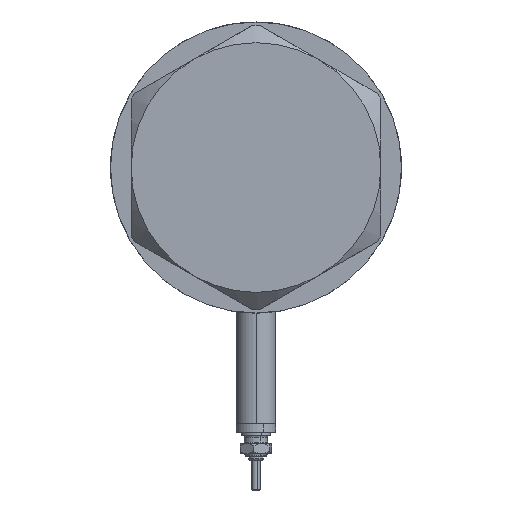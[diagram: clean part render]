
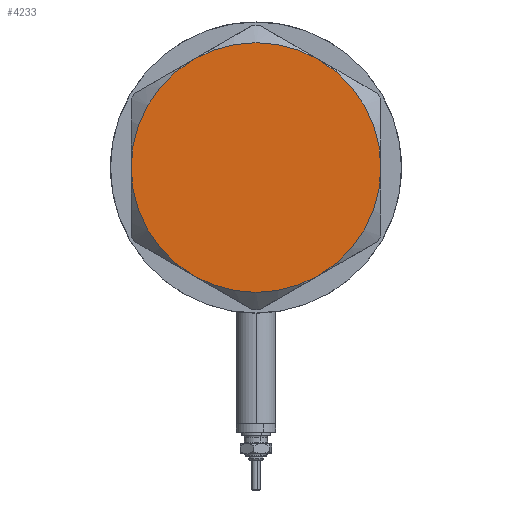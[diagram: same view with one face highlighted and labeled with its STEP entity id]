
A CAD part, left-side view. The second image highlights one B-rep face of the part: STEP entity #4233.
In plain terms, the highlighted face is planar.
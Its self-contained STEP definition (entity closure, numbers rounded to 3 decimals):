
#18 = AXIS2_PLACEMENT_3D ( 'NONE', #610, #5728, #194 ) ;
#147 = AXIS2_PLACEMENT_3D ( 'NONE', #3413, #3903, #3802 ) ;
#194 = DIRECTION ( 'NONE',  ( 1., 0., 0. ) ) ;
#279 = DIRECTION ( 'NONE',  ( 1., 0., 0. ) ) ;
#326 = CARTESIAN_POINT ( 'NONE',  ( 18.875, -32.692, 13. ) ) ;
#334 = ORIENTED_EDGE ( 'NONE', *, *, #2614, .T. ) ;
#346 = CIRCLE ( 'NONE', #1307, 37.75 ) ;
#390 = EDGE_CURVE ( 'NONE', #1940, #3555, #5271, .T. ) ;
#477 = CARTESIAN_POINT ( 'NONE',  ( 0., 0., 13. ) ) ;
#489 = EDGE_LOOP ( 'NONE', ( #2069, #4885, #5173, #1756, #334, #1682 ) ) ;
#545 = CIRCLE ( 'NONE', #4340, 37.75 ) ;
#610 = CARTESIAN_POINT ( 'NONE',  ( 0., 0., 13. ) ) ;
#760 = EDGE_CURVE ( 'NONE', #2004, #1042, #4396, .T. ) ;
#785 = CARTESIAN_POINT ( 'NONE',  ( 37.75, 0., 13. ) ) ;
#924 = DIRECTION ( 'NONE',  ( 1., 0., 0. ) ) ;
#1041 = DIRECTION ( 'NONE',  ( 0., 0., 1. ) ) ;
#1042 = VERTEX_POINT ( 'NONE', #326 ) ;
#1307 = AXIS2_PLACEMENT_3D ( 'NONE', #5872, #2188, #279 ) ;
#1418 = DIRECTION ( 'NONE',  ( 0., 0., 1. ) ) ;
#1532 = DIRECTION ( 'NONE',  ( 1., 0., 0. ) ) ;
#1682 = ORIENTED_EDGE ( 'NONE', *, *, #760, .T. ) ;
#1715 = DIRECTION ( 'NONE',  ( 1., 0., 0. ) ) ;
#1745 = CARTESIAN_POINT ( 'NONE',  ( 0., 0., 13. ) ) ;
#1756 = ORIENTED_EDGE ( 'NONE', *, *, #3451, .T. ) ;
#1940 = VERTEX_POINT ( 'NONE', #785 ) ;
#2004 = VERTEX_POINT ( 'NONE', #4262 ) ;
#2069 = ORIENTED_EDGE ( 'NONE', *, *, #5157, .T. ) ;
#2090 = CIRCLE ( 'NONE', #4808, 37.75 ) ;
#2161 = CIRCLE ( 'NONE', #5184, 37.75 ) ;
#2188 = DIRECTION ( 'NONE',  ( 0., 0., 1. ) ) ;
#2212 = VERTEX_POINT ( 'NONE', #4533 ) ;
#2614 = EDGE_CURVE ( 'NONE', #2212, #2004, #2090, .T. ) ;
#3114 = DIRECTION ( 'NONE',  ( 0., 0., 1. ) ) ;
#3354 = CARTESIAN_POINT ( 'NONE',  ( 0., 0., 13. ) ) ;
#3382 = PLANE ( 'NONE',  #147 ) ;
#3413 = CARTESIAN_POINT ( 'NONE',  ( 0., 0., 13. ) ) ;
#3451 = EDGE_CURVE ( 'NONE', #4554, #2212, #2161, .T. ) ;
#3511 = AXIS2_PLACEMENT_3D ( 'NONE', #477, #1418, #924 ) ;
#3555 = VERTEX_POINT ( 'NONE', #3575 ) ;
#3575 = CARTESIAN_POINT ( 'NONE',  ( 18.875, 32.692, 13. ) ) ;
#3802 = DIRECTION ( 'NONE',  ( 1., 0., 0. ) ) ;
#3903 = DIRECTION ( 'NONE',  ( 0., 0., 1. ) ) ;
#4100 = DIRECTION ( 'NONE',  ( 1., 0., 0. ) ) ;
#4233 = ADVANCED_FACE ( 'NONE', ( #5215 ), #3382, .T. ) ;
#4262 = CARTESIAN_POINT ( 'NONE',  ( -18.875, -32.692, 13. ) ) ;
#4340 = AXIS2_PLACEMENT_3D ( 'NONE', #1745, #5010, #4100 ) ;
#4396 = CIRCLE ( 'NONE', #3511, 37.75 ) ;
#4533 = CARTESIAN_POINT ( 'NONE',  ( -37.75, 0., 13. ) ) ;
#4554 = VERTEX_POINT ( 'NONE', #4974 ) ;
#4808 = AXIS2_PLACEMENT_3D ( 'NONE', #3354, #1041, #1532 ) ;
#4885 = ORIENTED_EDGE ( 'NONE', *, *, #390, .T. ) ;
#4974 = CARTESIAN_POINT ( 'NONE',  ( -18.875, 32.692, 13. ) ) ;
#5010 = DIRECTION ( 'NONE',  ( 0., 0., 1. ) ) ;
#5157 = EDGE_CURVE ( 'NONE', #1042, #1940, #346, .T. ) ;
#5173 = ORIENTED_EDGE ( 'NONE', *, *, #5754, .T. ) ;
#5184 = AXIS2_PLACEMENT_3D ( 'NONE', #5522, #3114, #1715 ) ;
#5215 = FACE_OUTER_BOUND ( 'NONE', #489, .T. ) ;
#5271 = CIRCLE ( 'NONE', #18, 37.75 ) ;
#5522 = CARTESIAN_POINT ( 'NONE',  ( 0., 0., 13. ) ) ;
#5728 = DIRECTION ( 'NONE',  ( 0., 0., 1. ) ) ;
#5754 = EDGE_CURVE ( 'NONE', #3555, #4554, #545, .T. ) ;
#5872 = CARTESIAN_POINT ( 'NONE',  ( 0., 0., 13. ) ) ;
